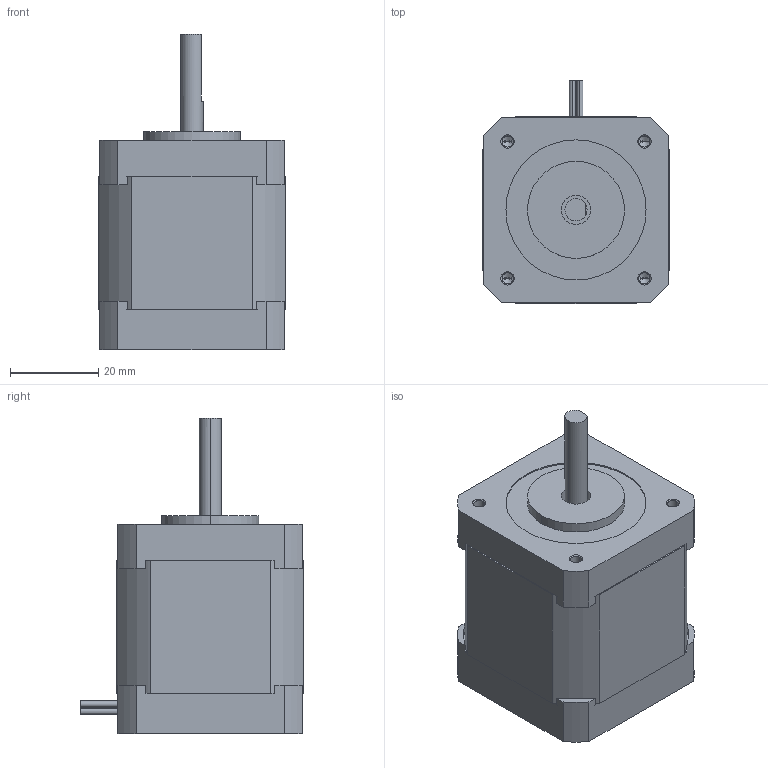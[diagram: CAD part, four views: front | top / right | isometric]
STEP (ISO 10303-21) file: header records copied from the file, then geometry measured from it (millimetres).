
FILE_DESCRIPTION (( 'STEP AP203' ), '1' );
FILE_NAME ('Steppermotor___ _________.STEP_Default_sldprt.STEP', '2020-12-08T06:44:20', ( 'user' ), ( '' ), 'SwSTEP 2.0', 'SolidWorks 2020', '' );
FILE_SCHEMA (( 'CONFIG_CONTROL_DESIGN' ));
Length unit declared in the file: millimetre
Products named in the file (1): Steppermotor___ _________.STEP_Default_sldprt
Bounding box: 42.3 x 50.55 x 71.4 mm (x, y, z)
Volume: 81571.3 mm3; surface area: 12372.4 mm2
Topology: 1 solids, 1 shells, 213 faces, 550 edges, 352 vertices
Faces by surface type: plane 129, cylinder 68, cone 16
Entity records: 6475 total; most frequent: CARTESIAN_POINT 1204, DIRECTION 1084, ORIENTED_EDGE 1084, EDGE_CURVE 542, VECTOR 364, LINE 364, AXIS2_PLACEMENT_3D 360, VERTEX_POINT 352
